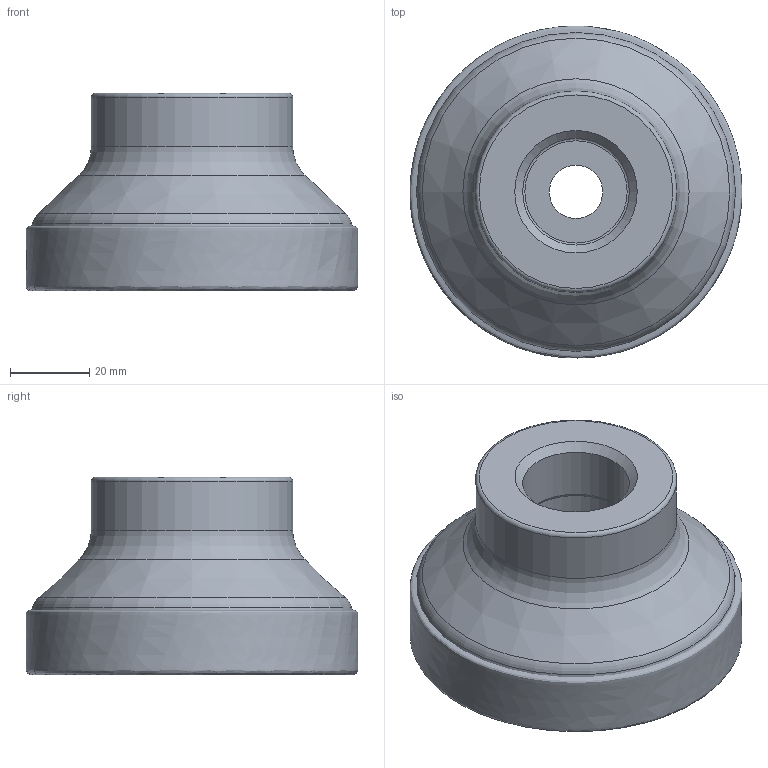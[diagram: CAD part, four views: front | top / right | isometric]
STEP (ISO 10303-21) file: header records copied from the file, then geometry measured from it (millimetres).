
FILE_DESCRIPTION(/* description */ (''),/* implementation_level */ '2;1');
FILE_NAME(/* name */ 'toolassembly_1.stp',/* time_stamp */ '2019-11-12T10:45:36+01:00',/* author */ (''),/* organization */ ('SMS'),/* preprocessor_version */ 'ST-DEVELOPER v16.7',/* originating_system */ 'SIEMENS PLM Software NX 12.0',/* authorisation */ '');
FILE_SCHEMA (('AUTOMOTIVE_DESIGN { 1 0 10303 214 3 1 1 1 }'));
Length unit declared in the file: millimetre
Products named in the file (4): CUT_20191112104503; ASSEMBLY_CONSTRUCTION; NOCUT_20191112104441; TOOLASSEMBLY_1
Assembly tree (3 placements, depth 2):
  TOOLASSEMBLY_1
    NOCUT_20191112104441
    ASSEMBLY_CONSTRUCTION
    CUT_20191112104503
Bounding box: 84.03 x 84.03 x 50 mm (x, y, z)
Volume: 183294.9 mm3; surface area: 33383.4 mm2
Topology: 2 solids, 2 shells, 32 faces, 69 edges, 52 vertices
Faces by surface type: torus 13, cone 9, cylinder 5, plane 4, bspline 1
Full cylindrical faces by diameter (mm): 13.5 x1, 20 x1, 27.011 x1, 27.5 x1, 51 x1
Entity records: 8619 total; most frequent: CARTESIAN_POINT 7845, DIRECTION 154, AXIS2_PLACEMENT_3D 77, FACE_BOUND 63, EDGE_LOOP 62, ORIENTED_EDGE 62, ADVANCED_FACE 32, VERTEX_POINT 32
